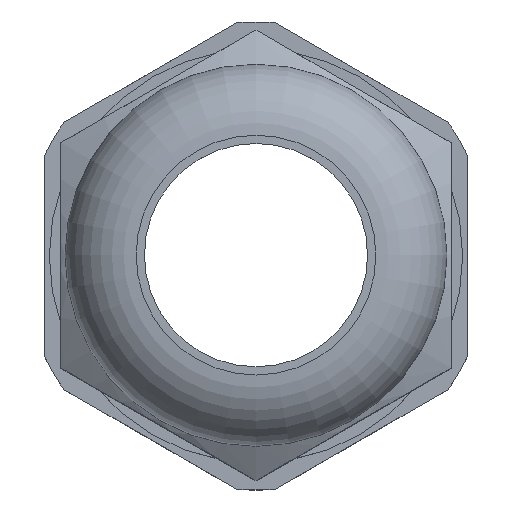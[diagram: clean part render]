
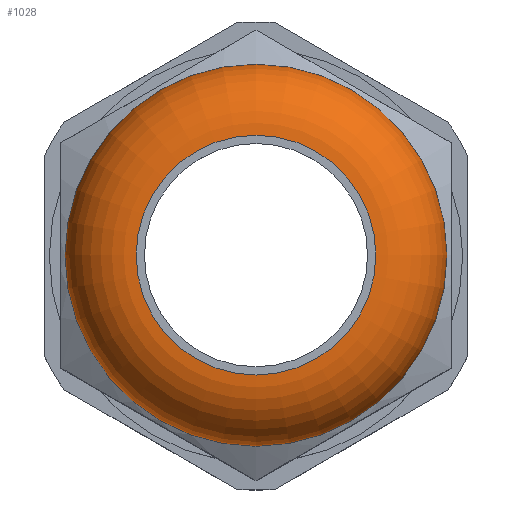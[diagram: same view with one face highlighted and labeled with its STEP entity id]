
A CAD part, top view. The second image highlights one B-rep face of the part: STEP entity #1028.
In plain terms, the highlighted toroidal (fillet/blend) face has major radius 7.25 mm and minor radius 4.3 mm.
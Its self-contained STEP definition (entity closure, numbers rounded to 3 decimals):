
#984 = VERTEX_POINT('',#985);
#985 = CARTESIAN_POINT('',(11.55,0.,20.6));
#991 = EDGE_CURVE('',#984,#984,#992,.T.);
#992 = CIRCLE('',#993,11.55);
#993 = AXIS2_PLACEMENT_3D('',#994,#995,#996);
#994 = CARTESIAN_POINT('',(0.,0.,20.6));
#995 = DIRECTION('',(0.,0.,-1.));
#996 = DIRECTION('',(1.,0.,0.));
#1028 = ADVANCED_FACE('',(#1029),#1049,.T.);
#1029 = FACE_BOUND('',#1030,.F.);
#1030 = EDGE_LOOP('',(#1031,#1032,#1041,#1048));
#1031 = ORIENTED_EDGE('',*,*,#991,.T.);
#1032 = ORIENTED_EDGE('',*,*,#1033,.T.);
#1033 = EDGE_CURVE('',#984,#1034,#1036,.T.);
#1034 = VERTEX_POINT('',#1035);
#1035 = CARTESIAN_POINT('',(7.25,0.,24.9));
#1036 = CIRCLE('',#1037,4.3);
#1037 = AXIS2_PLACEMENT_3D('',#1038,#1039,#1040);
#1038 = CARTESIAN_POINT('',(7.25,0.,20.6));
#1039 = DIRECTION('',(0.,-1.,0.));
#1040 = DIRECTION('',(1.,0.,0.));
#1041 = ORIENTED_EDGE('',*,*,#1042,.F.);
#1042 = EDGE_CURVE('',#1034,#1034,#1043,.T.);
#1043 = CIRCLE('',#1044,7.25);
#1044 = AXIS2_PLACEMENT_3D('',#1045,#1046,#1047);
#1045 = CARTESIAN_POINT('',(0.,0.,24.9));
#1046 = DIRECTION('',(0.,0.,-1.));
#1047 = DIRECTION('',(1.,0.,0.));
#1048 = ORIENTED_EDGE('',*,*,#1033,.F.);
#1049 = TOROIDAL_SURFACE('',#1050,7.25,4.3);
#1050 = AXIS2_PLACEMENT_3D('',#1051,#1052,#1053);
#1051 = CARTESIAN_POINT('',(0.,0.,20.6));
#1052 = DIRECTION('',(0.,0.,1.));
#1053 = DIRECTION('',(1.,0.,0.));
